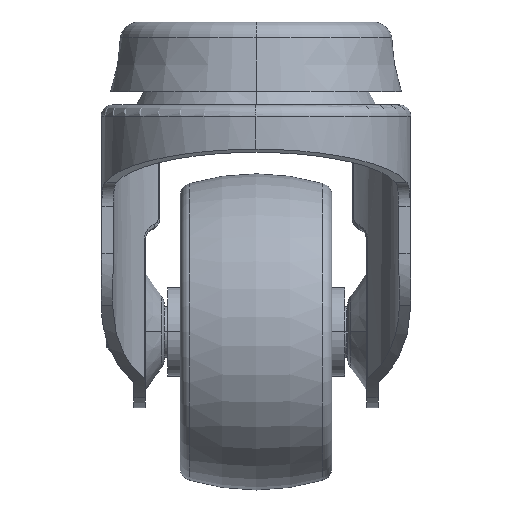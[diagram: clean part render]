
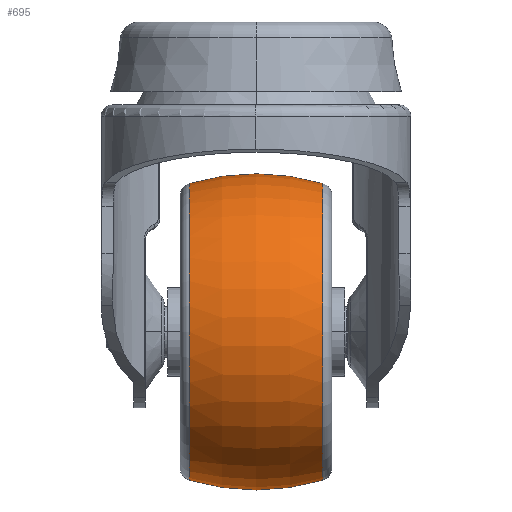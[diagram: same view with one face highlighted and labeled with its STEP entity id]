
A CAD part, left-side view. The second image highlights one B-rep face of the part: STEP entity #695.
In plain terms, the highlighted toroidal (fillet/blend) face has major radius 12 mm and minor radius 37 mm.
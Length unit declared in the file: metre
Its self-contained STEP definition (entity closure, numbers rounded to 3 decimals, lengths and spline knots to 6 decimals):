
#695=ADVANCED_FACE('1:3305',(#1357),#1358,.T.);
#1357=FACE_OUTER_BOUND('',#5525,.T.);
#1358=TOROIDAL_SURFACE('',#5526,-0.012,0.037);
#5525=EDGE_LOOP('',(#14612,#14613,#14614,#14615,#14616,#14617));
#5526=AXIS2_PLACEMENT_3D('',#14618,#14619,#14620);
#14612=ORIENTED_EDGE('',*,*,#16639,.F.);
#14613=ORIENTED_EDGE('',*,*,#16640,.T.);
#14614=ORIENTED_EDGE('',*,*,#16641,.T.);
#14615=ORIENTED_EDGE('',*,*,#16642,.F.);
#14616=ORIENTED_EDGE('',*,*,#16635,.F.);
#14617=ORIENTED_EDGE('',*,*,#16634,.F.);
#14618=CARTESIAN_POINT('',(0.,0.0,0.0));
#14619=DIRECTION('',(1.0,0.,0.0));
#14620=DIRECTION('',(0.0,0.0,-1.0));
#16634=EDGE_CURVE('1:3326',#17897,#17900,#17901,.T.);
#16635=EDGE_CURVE('1:3326',#17900,#17902,#17903,.T.);
#16639=EDGE_CURVE('',#17909,#17897,#17910,.T.);
#16640=EDGE_CURVE('1:3320',#17909,#17911,#17912,.T.);
#16641=EDGE_CURVE('1:3320',#17911,#17913,#17914,.T.);
#16642=EDGE_CURVE('',#17902,#17913,#17915,.T.);
#17897=VERTEX_POINT('',#20560);
#17900=VERTEX_POINT('',#20563);
#17901=CIRCLE('',#20564,0.023458);
#17902=VERTEX_POINT('',#20565);
#17903=CIRCLE('',#20566,0.023458);
#17909=VERTEX_POINT('',#20572);
#17910=CIRCLE('',#20573,0.037);
#17911=VERTEX_POINT('',#20574);
#17912=CIRCLE('',#20575,0.023458);
#17913=VERTEX_POINT('',#20576);
#17914=CIRCLE('',#20577,0.023458);
#17915=CIRCLE('',#20578,0.037);
#20560=CARTESIAN_POINT('',(0.010571,0.,-0.023458));
#20563=CARTESIAN_POINT('',(0.010571,0.023458,0.0));
#20564=AXIS2_PLACEMENT_3D('',#31485,#31486,#31487);
#20565=CARTESIAN_POINT('',(0.010571,0.,0.023458));
#20566=AXIS2_PLACEMENT_3D('',#31488,#31489,#31490);
#20572=CARTESIAN_POINT('',(-0.010571,0.,-0.023458));
#20573=AXIS2_PLACEMENT_3D('',#31500,#31501,#31502);
#20574=CARTESIAN_POINT('',(-0.010571,0.023458,0.0));
#20575=AXIS2_PLACEMENT_3D('',#31503,#31504,#31505);
#20576=CARTESIAN_POINT('',(-0.010571,0.,0.023458));
#20577=AXIS2_PLACEMENT_3D('',#31506,#31507,#31508);
#20578=AXIS2_PLACEMENT_3D('',#31509,#31510,#31511);
#31485=CARTESIAN_POINT('',(0.010571,0.,0.0));
#31486=DIRECTION('',(1.0,0.,-0.0));
#31487=DIRECTION('',(0.,1.0,0.0));
#31488=CARTESIAN_POINT('',(0.010571,0.,0.0));
#31489=DIRECTION('',(1.0,0.,-0.0));
#31490=DIRECTION('',(0.,1.0,0.0));
#31500=CARTESIAN_POINT('',(0.,0.,0.012));
#31501=DIRECTION('',(0.,-1.0,0.));
#31502=DIRECTION('',(0.,0.,-1.0));
#31503=CARTESIAN_POINT('',(-0.010571,0.,0.0));
#31504=DIRECTION('',(1.0,0.,-0.0));
#31505=DIRECTION('',(0.,1.0,0.0));
#31506=CARTESIAN_POINT('',(-0.010571,0.,0.0));
#31507=DIRECTION('',(1.0,0.,-0.0));
#31508=DIRECTION('',(0.,1.0,0.0));
#31509=CARTESIAN_POINT('',(0.,0.,-0.012));
#31510=DIRECTION('',(0.,-1.0,0.));
#31511=DIRECTION('',(0.,0.,1.0));
